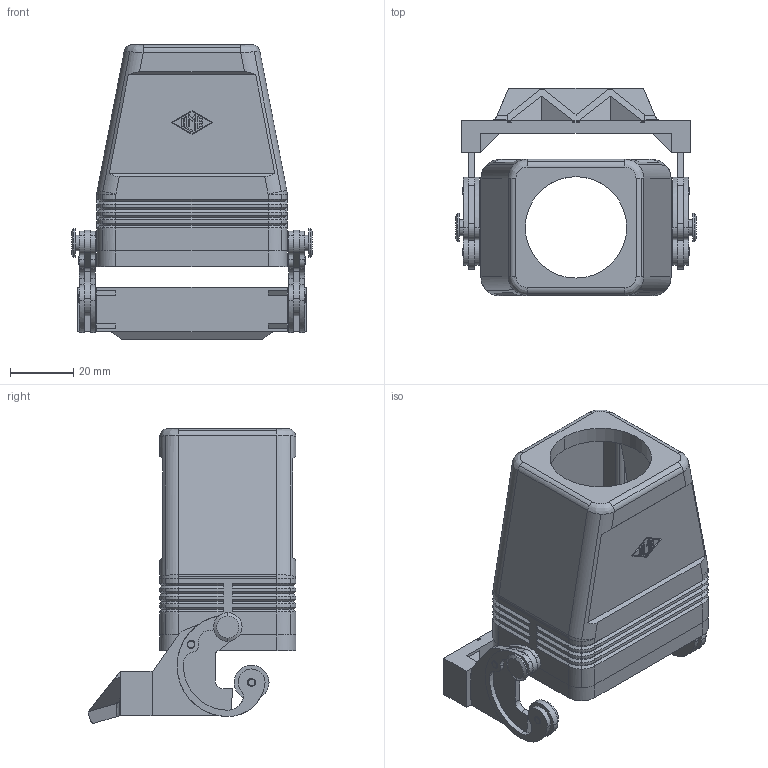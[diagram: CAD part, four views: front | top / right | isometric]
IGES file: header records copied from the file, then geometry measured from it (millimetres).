
Global section: file name: No Iges File Name specified; native system: AutoDesk Inventor R6.1; preprocessor: AutoDesk Inventor Iges Exporter R6.1; author: No Author specified; organization: No Organization specified; date: 20061218.135425; units: millimetre
Bounding box: 76 x 65.59 x 92.84 mm (x, y, z)
Volume: 62933.8 mm3; surface area: 36511.8 mm2
Topology: 1 solids, 3 shells, 626 faces, 1577 edges, 976 vertices
Faces by surface type: plane 234, bspline 159, cylinder 107, cone 66, revolution 48, torus 8, sphere 4
